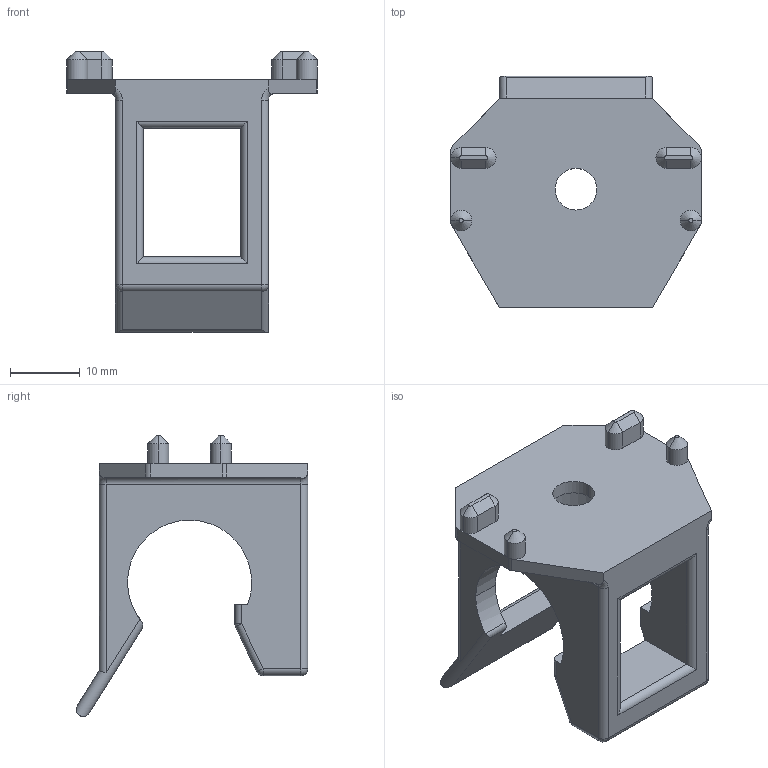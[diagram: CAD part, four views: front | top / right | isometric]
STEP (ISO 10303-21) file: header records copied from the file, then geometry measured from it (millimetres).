
FILE_DESCRIPTION (( 'STEP AP203' ), '1' );
FILE_NAME ('loquet_boite_a_gants.STEP', '2018-01-30T21:39:37', ( '' ), ( '' ), 'SwSTEP 2.0', 'SolidWorks 2015', '' );
FILE_SCHEMA (( 'CONFIG_CONTROL_DESIGN' ));
Length unit declared in the file: millimetre
Products named in the file (1): loquet_boite_a_gants
Bounding box: 36 x 33.32 x 40.4 mm (x, y, z)
Volume: 8514.4 mm3; surface area: 5762.8 mm2
Topology: 1 solids, 1 shells, 114 faces, 288 edges, 171 vertices
Faces by surface type: cylinder 55, plane 39, cone 10, sphere 6, torus 4
Entity records: 3470 total; most frequent: CARTESIAN_POINT 680, DIRECTION 583, ORIENTED_EDGE 568, EDGE_CURVE 284, AXIS2_PLACEMENT_3D 210, VERTEX_POINT 171, VECTOR 163, LINE 163
